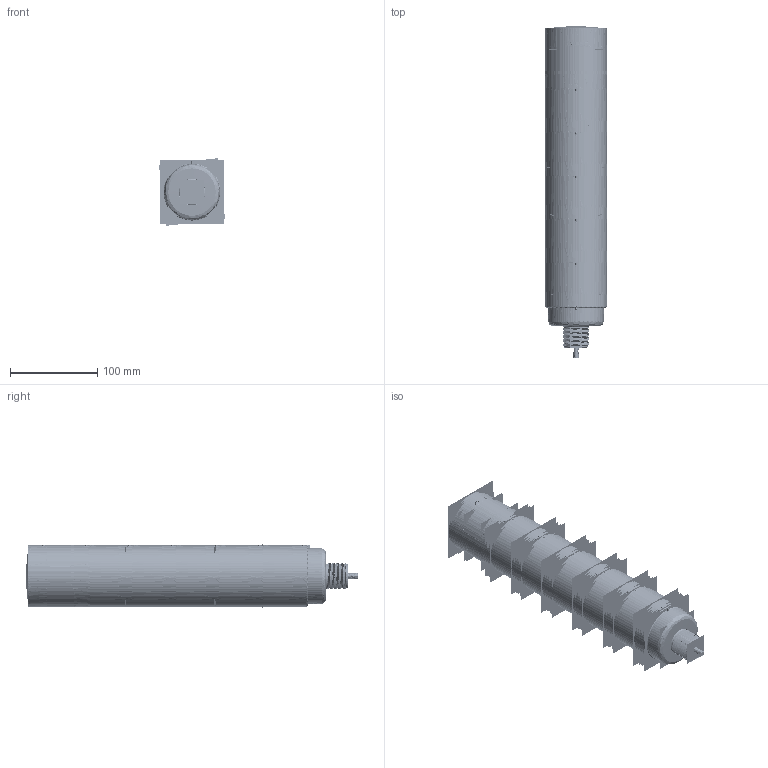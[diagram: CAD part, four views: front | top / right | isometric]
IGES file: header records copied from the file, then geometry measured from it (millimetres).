
Start section:  PTC IGES file: 191345.igs
Global section: file name: 191345.igs; native system: Creo Parametric by Parametric Technology Corporation; preprocessor: 2013230; author: pdmadmin; organization: Unknown; date: 20160224.155705; units: millimetre
Bounding box: 75.81 x 379.81 x 77.53 mm (x, y, z)
Volume: 345171.4 mm3; surface area: 2002208.9 mm2
Topology: 15 solids, 21 shells, 7838 faces, 38516 edges, 48088 vertices
Faces by surface type: revolution 3970, bspline 3824, extrusion 44
